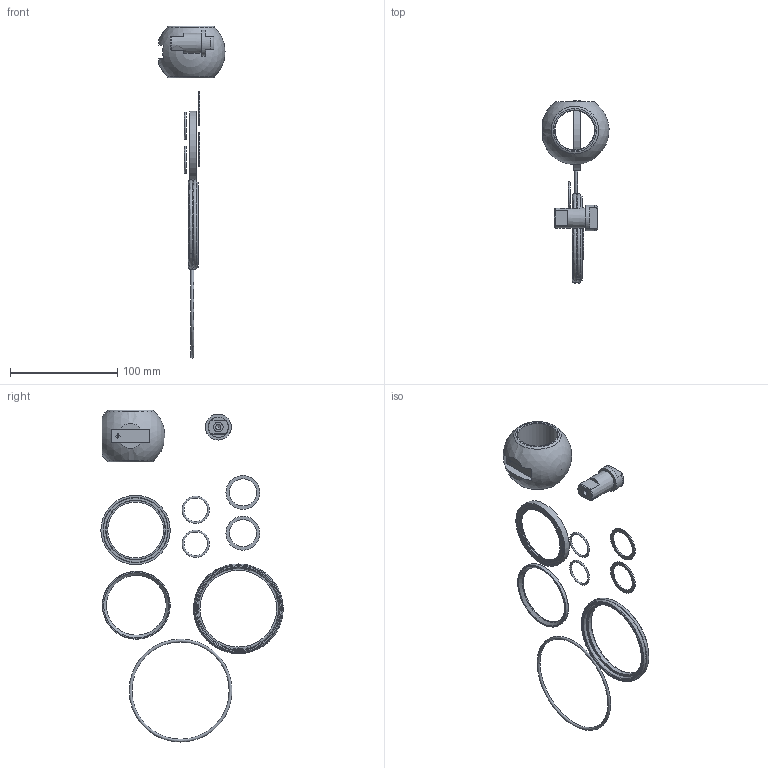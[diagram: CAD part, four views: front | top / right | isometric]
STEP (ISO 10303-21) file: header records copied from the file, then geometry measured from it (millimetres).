
FILE_DESCRIPTION(/* description */ ('2" FP DM VALVE REPAIR KIT'),/* implementation_level */ '2;1');
FILE_NAME(/* name */ 'DM25200.stp',/* time_stamp */ '2023-05-16T15:23:54-04:00',/* author */ ('areid'),/* organization */ (''),/* preprocessor_version */ 'ST-DEVELOPER v18.1',/* originating_system */ 'Autodesk Inventor 2022',/* authorisation */ '');
FILE_SCHEMA (('AUTOMOTIVE_DESIGN { 1 0 10303 214 3 1 1 }'));
Length unit declared in the file: inch
Products named in the file (12): DM25200; A020V; DM25258A; DM25294; V25060; V25258A; V25264; DB20255; DB20255M; DBX20255; VS20151; V20151
Assembly tree (13 placements, depth 4):
  DM25200
    A020V  x2
    DM25258A
    DM25294
    V25060  x2
    V25258A
    V25264
    DB20255
      DB20255M
        DBX20255
    VS20151
      V20151
Bounding box: 61.86 x 170.2 x 310.12 mm (x, y, z)
Volume: 95964 mm3; surface area: 39389 mm2
Topology: 11 solids, 11 shells, 119 faces, 248 edges, 159 vertices
Faces by surface type: plane 55, torus 26, cylinder 24, cone 11, sphere 2, bspline 1
Full cylindrical faces by diameter (mm): 4.978 x1, 8.915 x4, 9.525 x4, 18.923 x1, 24.13 x1, 25.4 x2, 31.75 x2, 36.957 x1, 52.07 x1, 55.499 x1, 55.88 x1, 56.769 x1, 60.579 x1, 63.5 x1, 64.77 x1, 71.628 x1
Entity records: 3931 total; most frequent: CARTESIAN_POINT 866, DIRECTION 646, ORIENTED_EDGE 476, AXIS2_PLACEMENT_3D 282, EDGE_CURVE 238, VERTEX_POINT 154, EDGE_LOOP 140, CIRCLE 140
